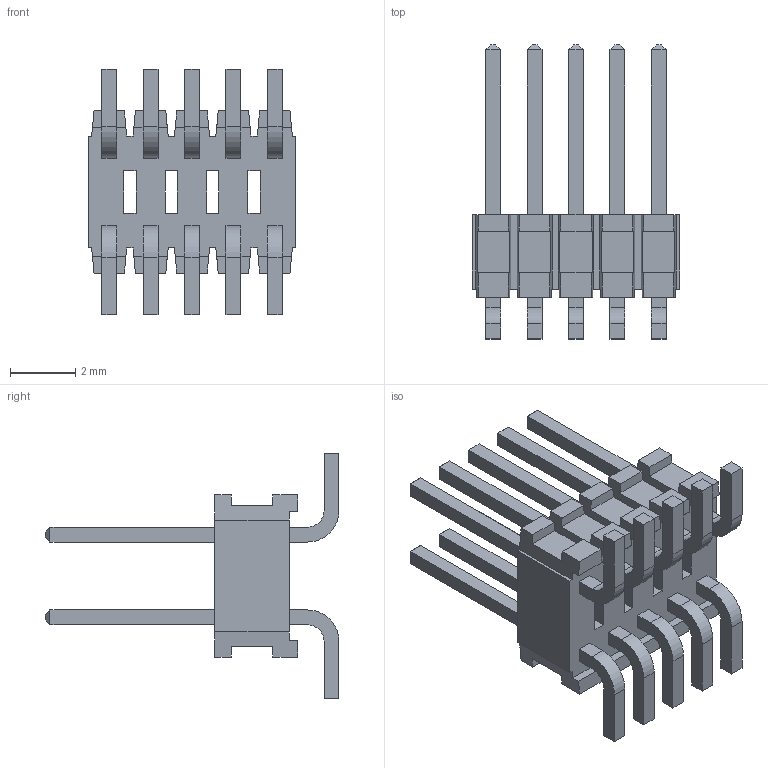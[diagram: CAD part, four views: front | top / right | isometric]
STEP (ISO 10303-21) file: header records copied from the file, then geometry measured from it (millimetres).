
FILE_DESCRIPTION(('STEP AP242'),'1');
FILE_NAME('ftr-105-52-t-d.stp','2022-04-04T13:22:45',('TraceParts'),('TraceParts S.A.'),'Spatial InterOp 3D',' ',' ');
FILE_SCHEMA(('AP242_MANAGED_MODEL_BASED_3D_ENGINEERING_MIM_LF {1 0 10303 442 1 1 4}'));
Length unit declared in the file: millimetre
Products named in the file (1): ftr-105-52-t-d
Bounding box: 6.35 x 9.02 x 7.52 mm (x, y, z)
Volume: 78.2 mm3; surface area: 325.7 mm2
Topology: 1 solids, 1 shells, 302 faces, 800 edges, 520 vertices
Faces by surface type: plane 282, cylinder 20
Entity records: 11592 total; most frequent: CARTESIAN_POINT 1623, ORIENTED_EDGE 1600, DIRECTION 1446, EDGE_CURVE 800, LINE 760, VECTOR 760, VERTEX_POINT 520, AXIS2_PLACEMENT_3D 343
